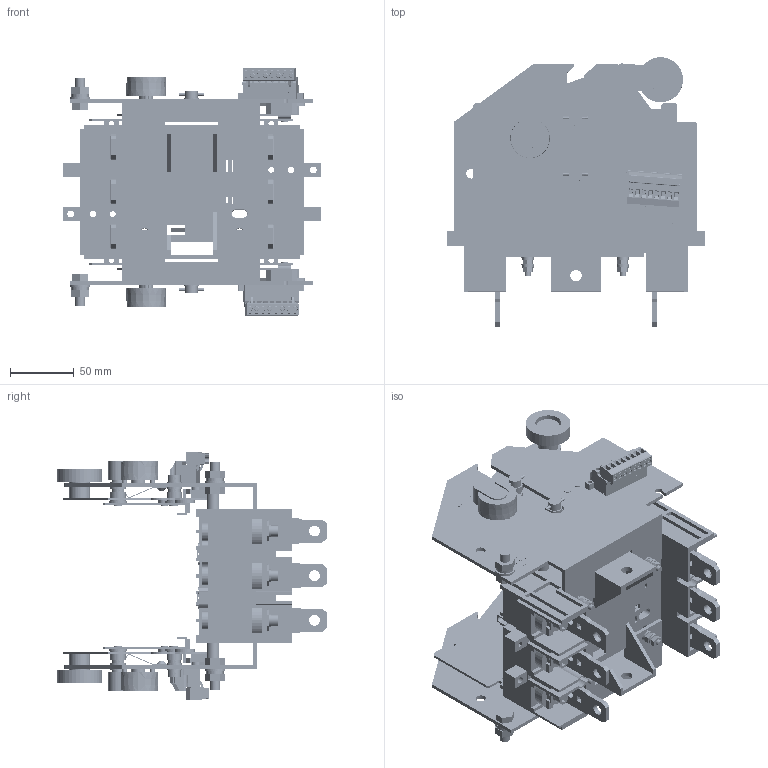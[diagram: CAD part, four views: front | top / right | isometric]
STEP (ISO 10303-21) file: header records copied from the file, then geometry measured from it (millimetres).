
FILE_DESCRIPTION (( 'STEP AP203' ), '1' );
FILE_NAME ('mccb99c-250-dod-3r.ÃÌ Ïàíåëü âûêàòíàÿ äëÿ BA-99C 100-250 çàäíåãî ïðèñîåäèíåíèÿ EKF.STEP', '2025-01-22T05:02:35', ( '' ), ( '' ), 'SwSTEP 2.0', 'SolidWorks 2021', '' );
FILE_SCHEMA (( 'CONFIG_CONTROL_DESIGN' ));
Length unit declared in the file: millimetre
Products named in the file (10): Êîïèÿ bolt^mccb99c-250-dod-3r.ÃÌ Ïàíåëü âûêàòíàÿ äëÿ BA-99C 100-250 çàäíåãî ïðèñîåäèíåíèÿ EKF_00; Êîïèÿ boltik^mccb99c-250-dod-3r.ÃÌ Ïàíåëü âûêàòíàÿ äëÿ BA-99C 100-250 çàäíåãî ïðèñîåäèíåíèÿ EKF_00; mccb99c-250-dod-3r.ÃÌ Ïàíåëü âûêàòíàÿ äëÿ BA-99C 100-250 çàäíåãî ïðèñîåäèíåíèÿ EKF; Terminal Blocks Pluggable plug 8 way_00; 38077.stp_00; mvstbu_2.5-8-gb-5.08.stp_00; mccb99c-250-pin-3f.ÃÌ Ïàíåëü âòû÷íàÿ äëÿ BA-99C 100-250 ïåðåäíåãî ïðèñîåäèíåíèÿ EKF_00; 691351500008.stp_00; Êîïèÿ contact^mccb99c-250-dod-3r.ÃÌ Ïàíåëü âûêàòíàÿ äëÿ BA-99C 100-250 çàäíåãî ïðèñîåäèíåíèÿ EKF_00; Êîïèÿ mccb99c-250-dod-3r^mccb99c-250-dod-3r.ÃÌ Ïàíåëü âûêàòíàÿ äëÿ BA-99C 100-250 çàäíåãî ïðèñîåäèíåíèÿ EKF_00
Assembly tree (23 placements, depth 4):
  mccb99c-250-dod-3r.ÃÌ Ïàíåëü âûêàòíàÿ äëÿ BA-99C 100-250 çàäíåãî ïðèñîåäèíåíèÿ EKF
    mccb99c-250-pin-3f.ÃÌ Ïàíåëü âòû÷íàÿ äëÿ BA-99C 100-250 ïåðåäíåãî ïðèñîåäèíåíèÿ EKF_00
    Êîïèÿ contact^mccb99c-250-dod-3r.ÃÌ Ïàíåëü âûêàòíàÿ äëÿ BA-99C 100-250 çàäíåãî ïðèñîåäèíåíèÿ EKF_00  x6
    Êîïèÿ mccb99c-250-dod-3r^mccb99c-250-dod-3r.ÃÌ Ïàíåëü âûêàòíàÿ äëÿ BA-99C 100-250 çàäíåãî ïðèñîåäèíåíèÿ EKF_00
    Terminal Blocks Pluggable plug 8 way_00  x2
      691351500008.stp_00
      38077.stp_00
        mvstbu_2.5-8-gb-5.08.stp_00
    Êîïèÿ boltik^mccb99c-250-dod-3r.ÃÌ Ïàíåëü âûêàòíàÿ äëÿ BA-99C 100-250 çàäíåãî ïðèñîåäèíåíèÿ EKF_00  x6
    Êîïèÿ bolt^mccb99c-250-dod-3r.ÃÌ Ïàíåëü âûêàòíàÿ äëÿ BA-99C 100-250 çàäíåãî ïðèñîåäèíåíèÿ EKF_00  x4
Bounding box: 201.5 x 211.05 x 193.74 mm (x, y, z)
Volume: 722736.9 mm3; surface area: 448748.4 mm2
Topology: 94 solids, 96 shells, 7729 faces, 20514 edges, 13366 vertices
Faces by surface type: plane 5325, cylinder 2166, cone 114, torus 76, sphere 48
Entity records: 146183 total; most frequent: CARTESIAN_POINT 26810, ORIENTED_EDGE 24724, DIRECTION 24187, EDGE_CURVE 12362, VECTOR 9271, LINE 9271, VERTEX_POINT 8072, AXIS2_PLACEMENT_3D 7458
